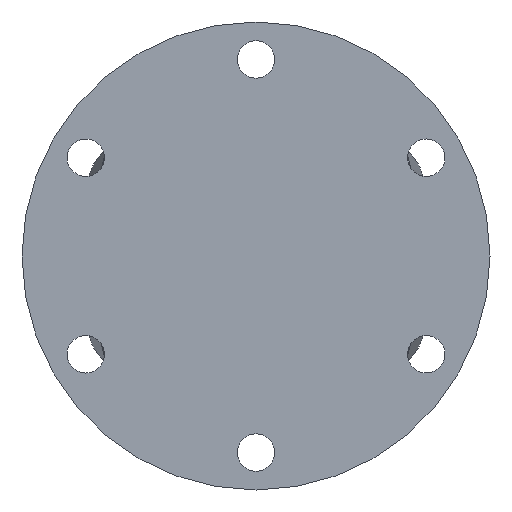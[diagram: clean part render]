
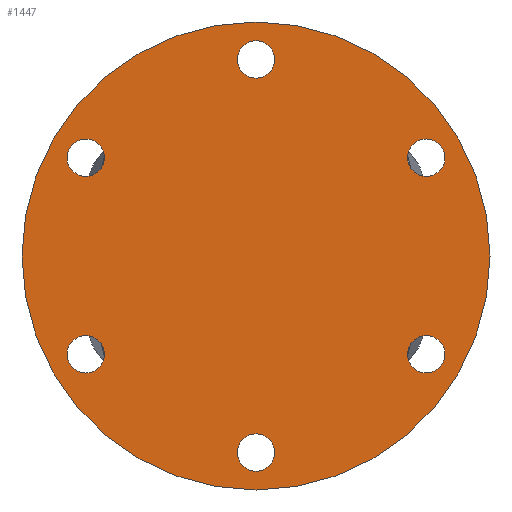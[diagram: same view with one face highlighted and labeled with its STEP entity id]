
A CAD part, front view. The second image highlights one B-rep face of the part: STEP entity #1447.
In plain terms, the highlighted planar face has unit normal (0, -1, 0).
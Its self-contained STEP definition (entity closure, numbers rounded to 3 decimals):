
#46 = CARTESIAN_POINT ( 'NONE',  ( -45.466, 0., -26.25 ) ) ;
#49 = EDGE_CURVE ( 'NONE', #2069, #90, #365, .T. ) ;
#62 = DIRECTION ( 'NONE',  ( 0., 1., 0. ) ) ;
#90 = VERTEX_POINT ( 'NONE', #1683 ) ;
#116 = CARTESIAN_POINT ( 'NONE',  ( 0., 0., 47.5 ) ) ;
#156 = AXIS2_PLACEMENT_3D ( 'NONE', #1761, #786, #1810 ) ;
#170 = CARTESIAN_POINT ( 'NONE',  ( 0., 0., -62.5 ) ) ;
#215 = CARTESIAN_POINT ( 'NONE',  ( -45.466, 0., 31.25 ) ) ;
#229 = VERTEX_POINT ( 'NONE', #116 ) ;
#230 = EDGE_CURVE ( 'NONE', #571, #2030, #993, .T. ) ;
#232 = CARTESIAN_POINT ( 'NONE',  ( -45.466, 0., 21.25 ) ) ;
#235 = CARTESIAN_POINT ( 'NONE',  ( -45.466, 0., -21.25 ) ) ;
#237 = FACE_BOUND ( 'NONE', #1692, .T. ) ;
#277 = DIRECTION ( 'NONE',  ( 0., 0., 1. ) ) ;
#342 = VERTEX_POINT ( 'NONE', #215 ) ;
#347 = DIRECTION ( 'NONE',  ( 0., 0., -1. ) ) ;
#357 = VERTEX_POINT ( 'NONE', #232 ) ;
#363 = DIRECTION ( 'NONE',  ( 0., 1., 0. ) ) ;
#365 = CIRCLE ( 'NONE', #1417, 5. ) ;
#371 = AXIS2_PLACEMENT_3D ( 'NONE', #1562, #1400, #347 ) ;
#396 = VERTEX_POINT ( 'NONE', #1621 ) ;
#432 = EDGE_CURVE ( 'NONE', #229, #2108, #1139, .T. ) ;
#442 = ORIENTED_EDGE ( 'NONE', *, *, #49, .T. ) ;
#485 = EDGE_CURVE ( 'NONE', #2108, #229, #649, .T. ) ;
#502 = DIRECTION ( 'NONE',  ( 0., 1., 0. ) ) ;
#506 = EDGE_LOOP ( 'NONE', ( #763, #2183 ) ) ;
#508 = CIRCLE ( 'NONE', #538, 5. ) ;
#538 = AXIS2_PLACEMENT_3D ( 'NONE', #46, #1884, #1036 ) ;
#560 = CARTESIAN_POINT ( 'NONE',  ( -45.466, 0., 26.25 ) ) ;
#571 = VERTEX_POINT ( 'NONE', #170 ) ;
#577 = DIRECTION ( 'NONE',  ( 0., 1., 0. ) ) ;
#593 = VERTEX_POINT ( 'NONE', #235 ) ;
#594 = FACE_BOUND ( 'NONE', #829, .T. ) ;
#596 = DIRECTION ( 'NONE',  ( 0., 1., 0. ) ) ;
#599 = EDGE_CURVE ( 'NONE', #926, #845, #794, .T. ) ;
#625 = CIRCLE ( 'NONE', #721, 5. ) ;
#631 = FACE_BOUND ( 'NONE', #1614, .T. ) ;
#649 = CIRCLE ( 'NONE', #2164, 5. ) ;
#655 = CIRCLE ( 'NONE', #2095, 5. ) ;
#671 = DIRECTION ( 'NONE',  ( 0., 0., 1. ) ) ;
#678 = EDGE_LOOP ( 'NONE', ( #1053, #1648 ) ) ;
#688 = AXIS2_PLACEMENT_3D ( 'NONE', #1524, #502, #671 ) ;
#703 = DIRECTION ( 'NONE',  ( 0., 1., 0. ) ) ;
#718 = DIRECTION ( 'NONE',  ( 0., 1., 0. ) ) ;
#719 = DIRECTION ( 'NONE',  ( 0., 1., 0. ) ) ;
#721 = AXIS2_PLACEMENT_3D ( 'NONE', #560, #719, #1745 ) ;
#742 = DIRECTION ( 'NONE',  ( 0., 0., 1. ) ) ;
#763 = ORIENTED_EDGE ( 'NONE', *, *, #1866, .T. ) ;
#786 = DIRECTION ( 'NONE',  ( 0., 1., 0. ) ) ;
#794 = CIRCLE ( 'NONE', #965, 5. ) ;
#795 = DIRECTION ( 'NONE',  ( 0., 1., 0. ) ) ;
#829 = EDGE_LOOP ( 'NONE', ( #963, #1563 ) ) ;
#835 = CIRCLE ( 'NONE', #1642, 5. ) ;
#845 = VERTEX_POINT ( 'NONE', #1840 ) ;
#926 = VERTEX_POINT ( 'NONE', #1687 ) ;
#928 = AXIS2_PLACEMENT_3D ( 'NONE', #1131, #795, #2132 ) ;
#947 = DIRECTION ( 'NONE',  ( 0., -1., 0. ) ) ;
#952 = ORIENTED_EDGE ( 'NONE', *, *, #1004, .T. ) ;
#963 = ORIENTED_EDGE ( 'NONE', *, *, #1673, .T. ) ;
#965 = AXIS2_PLACEMENT_3D ( 'NONE', #1573, #62, #742 ) ;
#993 = CIRCLE ( 'NONE', #1988, 62.5 ) ;
#995 = VERTEX_POINT ( 'NONE', #1047 ) ;
#1004 = EDGE_CURVE ( 'NONE', #593, #995, #508, .T. ) ;
#1034 = ORIENTED_EDGE ( 'NONE', *, *, #1434, .T. ) ;
#1036 = DIRECTION ( 'NONE',  ( 0., 0., 1. ) ) ;
#1039 = CARTESIAN_POINT ( 'NONE',  ( 0., 0., 52.5 ) ) ;
#1047 = CARTESIAN_POINT ( 'NONE',  ( -45.466, 0., -31.25 ) ) ;
#1053 = ORIENTED_EDGE ( 'NONE', *, *, #599, .T. ) ;
#1090 = FACE_OUTER_BOUND ( 'NONE', #1229, .T. ) ;
#1108 = CIRCLE ( 'NONE', #688, 5. ) ;
#1131 = CARTESIAN_POINT ( 'NONE',  ( 0., 0., 52.5 ) ) ;
#1133 = EDGE_CURVE ( 'NONE', #1352, #396, #1287, .T. ) ;
#1139 = CIRCLE ( 'NONE', #928, 5. ) ;
#1140 = CARTESIAN_POINT ( 'NONE',  ( 0., 0., 0. ) ) ;
#1148 = EDGE_CURVE ( 'NONE', #995, #593, #1322, .T. ) ;
#1150 = DIRECTION ( 'NONE',  ( 0., 0., 1. ) ) ;
#1152 = ORIENTED_EDGE ( 'NONE', *, *, #485, .T. ) ;
#1194 = CARTESIAN_POINT ( 'NONE',  ( 45.466, 0., -26.25 ) ) ;
#1229 = EDGE_LOOP ( 'NONE', ( #1266, #1034 ) ) ;
#1251 = EDGE_CURVE ( 'NONE', #90, #2069, #1913, .T. ) ;
#1263 = DIRECTION ( 'NONE',  ( 0., 0., 1. ) ) ;
#1266 = ORIENTED_EDGE ( 'NONE', *, *, #230, .T. ) ;
#1271 = ORIENTED_EDGE ( 'NONE', *, *, #1148, .T. ) ;
#1287 = CIRCLE ( 'NONE', #156, 5. ) ;
#1322 = CIRCLE ( 'NONE', #1555, 5. ) ;
#1352 = VERTEX_POINT ( 'NONE', #2157 ) ;
#1400 = DIRECTION ( 'NONE',  ( 0., -1., 0. ) ) ;
#1417 = AXIS2_PLACEMENT_3D ( 'NONE', #2008, #703, #2036 ) ;
#1427 = CARTESIAN_POINT ( 'NONE',  ( 0., 0., 0. ) ) ;
#1434 = EDGE_CURVE ( 'NONE', #2030, #571, #1990, .T. ) ;
#1445 = DIRECTION ( 'NONE',  ( 0., 1., 0. ) ) ;
#1447 = ADVANCED_FACE ( 'NONE', ( #1689, #1868, #631, #1747, #594, #237, #1090 ), #1788, .F. ) ;
#1457 = EDGE_CURVE ( 'NONE', #845, #926, #655, .T. ) ;
#1524 = CARTESIAN_POINT ( 'NONE',  ( -45.466, 0., 26.25 ) ) ;
#1552 = CARTESIAN_POINT ( 'NONE',  ( 0., 0., 62.5 ) ) ;
#1555 = AXIS2_PLACEMENT_3D ( 'NONE', #1591, #1445, #2119 ) ;
#1562 = CARTESIAN_POINT ( 'NONE',  ( 0., 0., 0. ) ) ;
#1563 = ORIENTED_EDGE ( 'NONE', *, *, #1133, .T. ) ;
#1573 = CARTESIAN_POINT ( 'NONE',  ( 45.466, 0., 26.25 ) ) ;
#1591 = CARTESIAN_POINT ( 'NONE',  ( -45.466, 0., -26.25 ) ) ;
#1614 = EDGE_LOOP ( 'NONE', ( #1152, #1626 ) ) ;
#1620 = DIRECTION ( 'NONE',  ( 0., 0., -1. ) ) ;
#1621 = CARTESIAN_POINT ( 'NONE',  ( 45.466, 0., -21.25 ) ) ;
#1626 = ORIENTED_EDGE ( 'NONE', *, *, #432, .T. ) ;
#1642 = AXIS2_PLACEMENT_3D ( 'NONE', #1194, #363, #1709 ) ;
#1648 = ORIENTED_EDGE ( 'NONE', *, *, #1457, .T. ) ;
#1673 = EDGE_CURVE ( 'NONE', #396, #1352, #835, .T. ) ;
#1683 = CARTESIAN_POINT ( 'NONE',  ( 0., 0., -57.5 ) ) ;
#1687 = CARTESIAN_POINT ( 'NONE',  ( 45.466, 0., 31.25 ) ) ;
#1689 = FACE_BOUND ( 'NONE', #1755, .T. ) ;
#1692 = EDGE_LOOP ( 'NONE', ( #442, #1977 ) ) ;
#1709 = DIRECTION ( 'NONE',  ( 0., 0., 1. ) ) ;
#1745 = DIRECTION ( 'NONE',  ( 0., 0., 1. ) ) ;
#1747 = FACE_BOUND ( 'NONE', #678, .T. ) ;
#1755 = EDGE_LOOP ( 'NONE', ( #952, #1271 ) ) ;
#1759 = CARTESIAN_POINT ( 'NONE',  ( 45.466, 0., 26.25 ) ) ;
#1761 = CARTESIAN_POINT ( 'NONE',  ( 45.466, 0., -26.25 ) ) ;
#1782 = AXIS2_PLACEMENT_3D ( 'NONE', #1427, #2087, #2102 ) ;
#1788 = PLANE ( 'NONE',  #1782 ) ;
#1810 = DIRECTION ( 'NONE',  ( 0., 0., 1. ) ) ;
#1840 = CARTESIAN_POINT ( 'NONE',  ( 45.466, 0., 21.25 ) ) ;
#1866 = EDGE_CURVE ( 'NONE', #342, #357, #1108, .T. ) ;
#1868 = FACE_BOUND ( 'NONE', #506, .T. ) ;
#1884 = DIRECTION ( 'NONE',  ( 0., 1., 0. ) ) ;
#1913 = CIRCLE ( 'NONE', #2137, 5. ) ;
#1927 = CARTESIAN_POINT ( 'NONE',  ( 0., 0., -52.5 ) ) ;
#1977 = ORIENTED_EDGE ( 'NONE', *, *, #1251, .T. ) ;
#1988 = AXIS2_PLACEMENT_3D ( 'NONE', #1140, #947, #1620 ) ;
#1990 = CIRCLE ( 'NONE', #371, 62.5 ) ;
#2008 = CARTESIAN_POINT ( 'NONE',  ( 0., 0., -52.5 ) ) ;
#2030 = VERTEX_POINT ( 'NONE', #1552 ) ;
#2036 = DIRECTION ( 'NONE',  ( 0., 0., 1. ) ) ;
#2061 = CARTESIAN_POINT ( 'NONE',  ( 0., 0., 57.5 ) ) ;
#2066 = CARTESIAN_POINT ( 'NONE',  ( 0., 0., -47.5 ) ) ;
#2069 = VERTEX_POINT ( 'NONE', #2066 ) ;
#2087 = DIRECTION ( 'NONE',  ( 0., 1., 0. ) ) ;
#2095 = AXIS2_PLACEMENT_3D ( 'NONE', #1759, #577, #277 ) ;
#2102 = DIRECTION ( 'NONE',  ( 0., 0., 1. ) ) ;
#2108 = VERTEX_POINT ( 'NONE', #2061 ) ;
#2119 = DIRECTION ( 'NONE',  ( 0., 0., 1. ) ) ;
#2125 = EDGE_CURVE ( 'NONE', #357, #342, #625, .T. ) ;
#2132 = DIRECTION ( 'NONE',  ( 0., 0., 1. ) ) ;
#2137 = AXIS2_PLACEMENT_3D ( 'NONE', #1927, #596, #1263 ) ;
#2157 = CARTESIAN_POINT ( 'NONE',  ( 45.466, 0., -31.25 ) ) ;
#2164 = AXIS2_PLACEMENT_3D ( 'NONE', #1039, #718, #1150 ) ;
#2183 = ORIENTED_EDGE ( 'NONE', *, *, #2125, .T. ) ;
